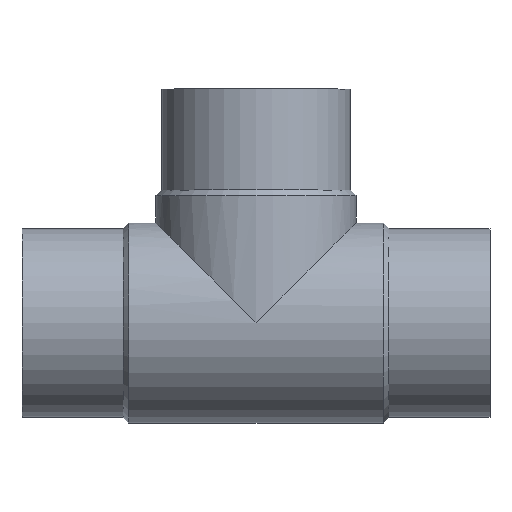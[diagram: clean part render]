
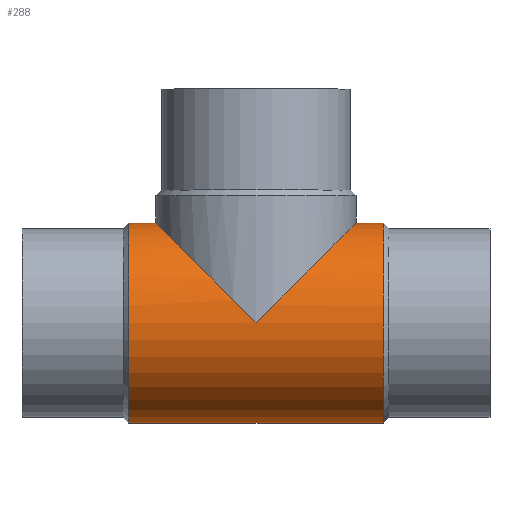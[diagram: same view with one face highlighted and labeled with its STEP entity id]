
A CAD part, top view. The second image highlights one B-rep face of the part: STEP entity #288.
In plain terms, the highlighted cylindrical face has radius 188.05 mm (diameter 376.1 mm), a partial arc.
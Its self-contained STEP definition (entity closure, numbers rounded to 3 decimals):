
#138 = EDGE_CURVE( '', #286, #196, #379, .T. );
#140 = VERTEX_POINT( '', #381 );
#190 = EDGE_CURVE( '', #278, #222, #435, .T. );
#196 = VERTEX_POINT( '', #443 );
#200 = EDGE_CURVE( '', #232, #222, #447, .T. );
#218 = VERTEX_POINT( '', #467 );
#222 = VERTEX_POINT( '', #472 );
#232 = VERTEX_POINT( '', #483 );
#264 = EDGE_CURVE( '', #278, #140, #519, .T. );
#268 = EDGE_CURVE( '', #218, #232, #523, .T. );
#270 = EDGE_CURVE( '', #140, #286, #525, .T. );
#278 = VERTEX_POINT( '', #534 );
#280 = EDGE_CURVE( '', #196, #218, #536, .T. );
#286 = VERTEX_POINT( '', #542 );
#288 = ADVANCED_FACE( '', ( #544 ), #545, .T. );
#379 = LINE( '', #637, #638 );
#381 = CARTESIAN_POINT( '', ( -200.55, -188.05, 0. ) );
#435 = CIRCLE( '', #720, 188.05 );
#443 = CARTESIAN_POINT( '', ( -251.95, 188.05, 0. ) );
#447 = LINE( '', #734, #735 );
#467 = CARTESIAN_POINT( '', ( -440., 0., 188.05 ) );
#472 = CARTESIAN_POINT( '', ( -679.45, 188.05, 0. ) );
#483 = CARTESIAN_POINT( '', ( -628.05, 188.05, 0. ) );
#519 = LINE( '', #826, #827 );
#523 = ELLIPSE( '', #834, 265.943, 188.05 );
#525 = CIRCLE( '', #837, 188.05 );
#534 = CARTESIAN_POINT( '', ( -679.45, -188.05, 0. ) );
#536 = ELLIPSE( '', #853, 265.943, 188.05 );
#542 = CARTESIAN_POINT( '', ( -200.55, 188.05, 0. ) );
#544 = FACE_OUTER_BOUND( '', #862, .T. );
#545 = CYLINDRICAL_SURFACE( '', #863, 188.05 );
#637 = CARTESIAN_POINT( '', ( -440., 188.05, 0. ) );
#638 = VECTOR( '', #970, 1. );
#720 = AXIS2_PLACEMENT_3D( '', #1025, #1026, #1027 );
#734 = CARTESIAN_POINT( '', ( -440., 188.05, 0. ) );
#735 = VECTOR( '', #1050, 1. );
#826 = CARTESIAN_POINT( '', ( -440., -188.05, 0. ) );
#827 = VECTOR( '', #1150, 1. );
#834 = AXIS2_PLACEMENT_3D( '', #1152, #1153, #1154 );
#837 = AXIS2_PLACEMENT_3D( '', #1155, #1156, #1157 );
#853 = AXIS2_PLACEMENT_3D( '', #1168, #1169, #1170 );
#862 = EDGE_LOOP( '', ( #1175, #1176, #1177, #1178, #1179, #1180, #1181 ) );
#863 = AXIS2_PLACEMENT_3D( '', #1182, #1183, #1184 );
#970 = DIRECTION( '', ( -1., 0., 0. ) );
#1025 = CARTESIAN_POINT( '', ( -679.45, 0., 0. ) );
#1026 = DIRECTION( '', ( -1., 0., 0. ) );
#1027 = DIRECTION( '', ( 0., 1., 0. ) );
#1050 = DIRECTION( '', ( -1., 0., 0. ) );
#1150 = DIRECTION( '', ( 1., 0., 0. ) );
#1152 = CARTESIAN_POINT( '', ( -440., 0., 0. ) );
#1153 = DIRECTION( '', ( -0.707, -0.707, 0. ) );
#1154 = DIRECTION( '', ( 0.707, -0.707, 0. ) );
#1155 = CARTESIAN_POINT( '', ( -200.55, 0., 0. ) );
#1156 = DIRECTION( '', ( -1., 0., 0. ) );
#1157 = DIRECTION( '', ( 0., 1., 0. ) );
#1168 = CARTESIAN_POINT( '', ( -440., 0., 0. ) );
#1169 = DIRECTION( '', ( 0.707, -0.707, 0. ) );
#1170 = DIRECTION( '', ( 0.707, 0.707, 0. ) );
#1175 = ORIENTED_EDGE( '', *, *, #138, .T. );
#1176 = ORIENTED_EDGE( '', *, *, #280, .T. );
#1177 = ORIENTED_EDGE( '', *, *, #268, .T. );
#1178 = ORIENTED_EDGE( '', *, *, #200, .T. );
#1179 = ORIENTED_EDGE( '', *, *, #190, .F. );
#1180 = ORIENTED_EDGE( '', *, *, #264, .T. );
#1181 = ORIENTED_EDGE( '', *, *, #270, .T. );
#1182 = CARTESIAN_POINT( '', ( -440., 0., 0. ) );
#1183 = DIRECTION( '', ( 1., 0., 0. ) );
#1184 = DIRECTION( '', ( 0., 1., 0. ) );
